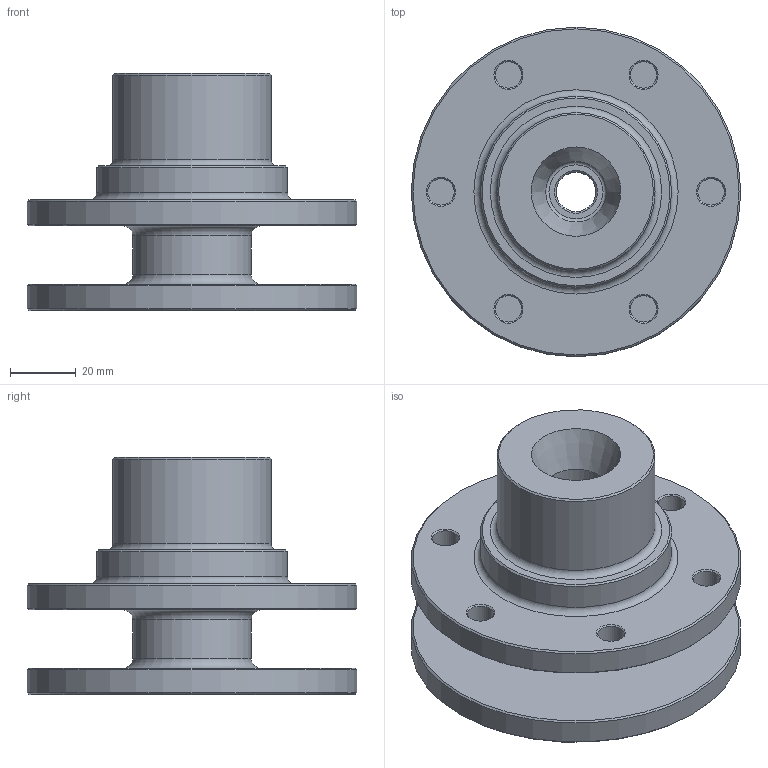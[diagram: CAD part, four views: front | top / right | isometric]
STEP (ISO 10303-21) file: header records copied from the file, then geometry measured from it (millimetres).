
FILE_DESCRIPTION(('FreeCAD Model'),'2;1');
FILE_NAME('Open CASCADE Shape Model','2025-02-07T07:46:39',(''),(''), 'Open CASCADE STEP processor 7.8','FreeCAD','Unknown');
FILE_SCHEMA(('AP242_MANAGED_MODEL_BASED_3D_ENGINEERING_MIM_LF. {1 0 10303 442 1 1 4 }'));
Length unit declared in the file: millimetre
Products named in the file (1): Körper
Bounding box: 100 x 100 x 72 mm (x, y, z)
Volume: 204971.2 mm3; surface area: 45023.3 mm2
Topology: 1 solids, 1 shells, 39 faces, 77 edges, 45 vertices
Faces by surface type: cone 14, cylinder 13, plane 7, torus 5
Full cylindrical faces by diameter (mm): 8 x6, 12 x1, 18.4 x1, 36 x1, 48 x1, 58 x1, 100 x2
Entity records: 1059 total; most frequent: DIRECTION 207, CARTESIAN_POINT 162, ORIENTED_EDGE 154, AXIS2_PLACEMENT_3D 90, EDGE_CURVE 77, FACE_BOUND 58, EDGE_LOOP 58, CIRCLE 50
